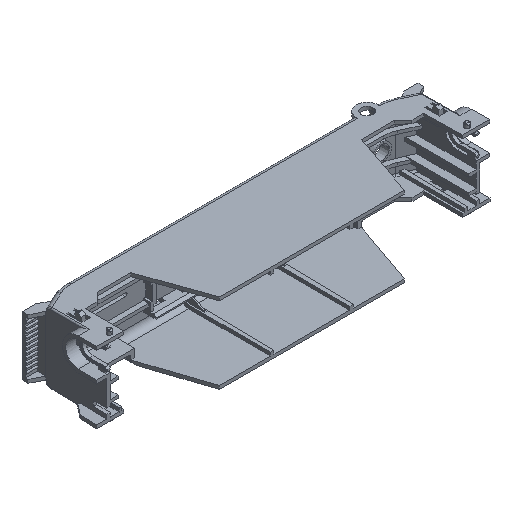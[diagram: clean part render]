
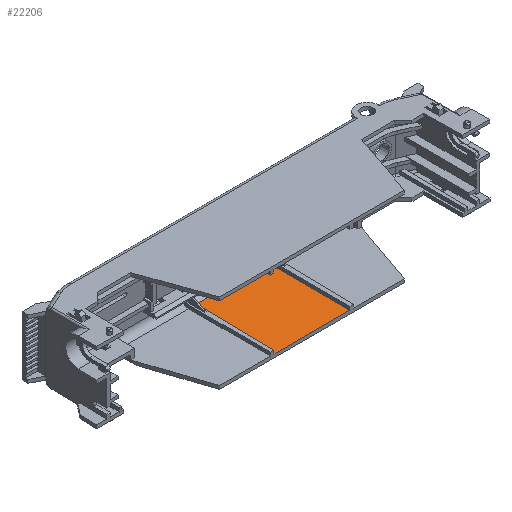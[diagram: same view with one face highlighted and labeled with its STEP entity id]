
A CAD part, isometric view. The second image highlights one B-rep face of the part: STEP entity #22206.
In plain terms, the highlighted planar face has unit normal (0, -0.009, 1).
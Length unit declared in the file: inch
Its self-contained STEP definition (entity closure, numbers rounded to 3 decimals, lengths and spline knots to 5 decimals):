
#516 = ORIENTED_EDGE ( 'NONE', *, *, #41303, .F. ) ;
#3730 = VERTEX_POINT ( 'NONE', #23519 ) ;
#7649 = CARTESIAN_POINT ( 'NONE',  ( 0.88401, -0.43307, -0.95359 ) ) ;
#7732 = FACE_OUTER_BOUND ( 'NONE', #48631, .T. ) ;
#8257 = CARTESIAN_POINT ( 'NONE',  ( -0.8675, 1.45807, -0.93709 ) ) ;
#8868 = EDGE_CURVE ( 'NONE', #3730, #19352, #11676, .T. ) ;
#11414 = VECTOR ( 'NONE', #15727, 39.37008 ) ;
#11619 = PLANE ( 'NONE',  #29923 ) ;
#11676 = LINE ( 'NONE', #56865, #49811 ) ;
#12904 = LINE ( 'NONE', #15923, #11414 ) ;
#13700 = VECTOR ( 'NONE', #46955, 39.37008 ) ;
#15727 = DIRECTION ( 'NONE',  ( 1., 0., 0. ) ) ;
#15923 = CARTESIAN_POINT ( 'NONE',  ( -3.60236, 1.45807, -0.93709 ) ) ;
#19352 = VERTEX_POINT ( 'NONE', #8257 ) ;
#22175 = CARTESIAN_POINT ( 'NONE',  ( -2.15723, -0.43307, -0.95359 ) ) ;
#22206 = ADVANCED_FACE ( 'NONE', ( #7732 ), #11619, .F. ) ;
#23221 = VERTEX_POINT ( 'NONE', #36970 ) ;
#23519 = CARTESIAN_POINT ( 'NONE',  ( -0.88401, -0.43307, -0.95359 ) ) ;
#25279 = DIRECTION ( 'NONE',  ( 0., 1., 0.009 ) ) ;
#26872 = DIRECTION ( 'NONE',  ( 1., 0., 0. ) ) ;
#28105 = EDGE_CURVE ( 'NONE', #3730, #44031, #34319, .T. ) ;
#28474 = DIRECTION ( 'NONE',  ( 0.009, 1., 0.009 ) ) ;
#29923 = AXIS2_PLACEMENT_3D ( 'NONE', #39912, #30648, #25279 ) ;
#30648 = DIRECTION ( 'NONE',  ( 0., 0.009, -1. ) ) ;
#33850 = ORIENTED_EDGE ( 'NONE', *, *, #28105, .T. ) ;
#34319 = LINE ( 'NONE', #22175, #40248 ) ;
#36970 = CARTESIAN_POINT ( 'NONE',  ( 0.8675, 1.45807, -0.93709 ) ) ;
#39912 = CARTESIAN_POINT ( 'NONE',  ( -3.60236, 1.69223, -0.93504 ) ) ;
#40248 = VECTOR ( 'NONE', #26872, 39.37008 ) ;
#41303 = EDGE_CURVE ( 'NONE', #19352, #23221, #12904, .T. ) ;
#43776 = EDGE_CURVE ( 'NONE', #23221, #44031, #51811, .T. ) ;
#44031 = VERTEX_POINT ( 'NONE', #7649 ) ;
#44650 = ORIENTED_EDGE ( 'NONE', *, *, #8868, .F. ) ;
#46955 = DIRECTION ( 'NONE',  ( 0.009, -1., -0.009 ) ) ;
#48631 = EDGE_LOOP ( 'NONE', ( #33850, #52751, #516, #44650 ) ) ;
#49811 = VECTOR ( 'NONE', #28474, 39.37008 ) ;
#51811 = LINE ( 'NONE', #55997, #13700 ) ;
#52751 = ORIENTED_EDGE ( 'NONE', *, *, #43776, .F. ) ;
#55997 = CARTESIAN_POINT ( 'NONE',  ( 0.8675, 1.45807, -0.93709 ) ) ;
#56865 = CARTESIAN_POINT ( 'NONE',  ( -0.88401, -0.43307, -0.95359 ) ) ;
